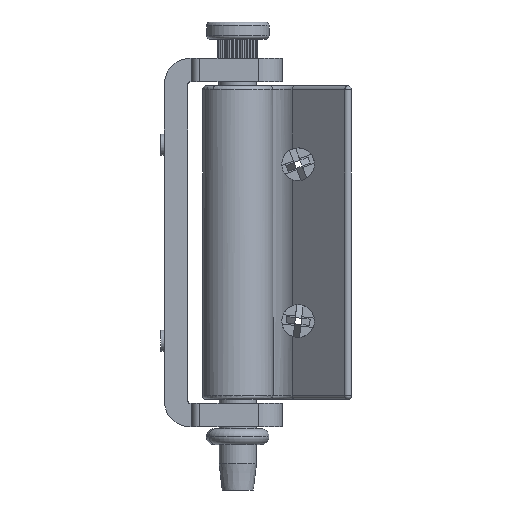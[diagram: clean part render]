
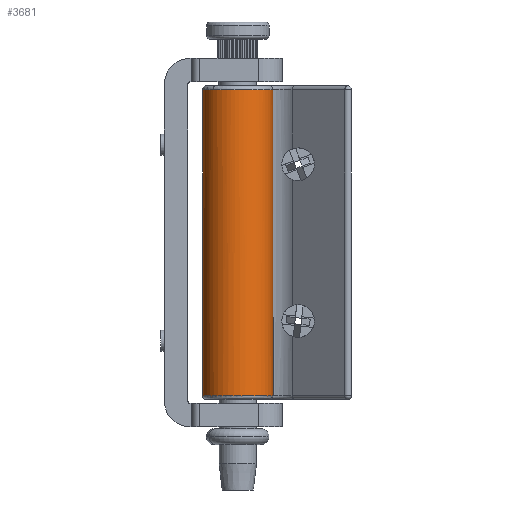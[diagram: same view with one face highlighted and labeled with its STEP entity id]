
A CAD part, front view. The second image highlights one B-rep face of the part: STEP entity #3681.
In plain terms, the highlighted cylindrical face has radius 4.5 mm (diameter 9 mm), a partial arc.
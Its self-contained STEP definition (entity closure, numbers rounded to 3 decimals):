
#109 = CARTESIAN_POINT ( 'NONE',  ( 17.159, 17.212, 19.502 ) ) ;
#566 = CARTESIAN_POINT ( 'NONE',  ( 17.159, 17.212, -19.502 ) ) ;
#640 = CARTESIAN_POINT ( 'NONE',  ( 17.159, 17.212, -19.502 ) ) ;
#644 = CARTESIAN_POINT ( 'NONE',  ( 10.887, 10.676, -19.502 ) ) ;
#718 = CARTESIAN_POINT ( 'NONE',  ( 17.159, 17.212, -19.502 ) ) ;
#1099 = VERTEX_POINT ( 'NONE', #109 ) ;
#1225 = CARTESIAN_POINT ( 'NONE',  ( 17.609, 11.267, 19.502 ) ) ;
#1475 = B_SPLINE_CURVE_WITH_KNOTS ( 'NONE', 3,
 ( #2731, #12415, #12490, #2801 ),
 .UNSPECIFIED., .F., .F.,
 ( 4, 4 ),
 ( 0., 1. ),
 .UNSPECIFIED. ) ;
#2257 = CARTESIAN_POINT ( 'NONE',  ( 12.83, 9.604, -19.502 ) ) ;
#2731 = CARTESIAN_POINT ( 'NONE',  ( 9.496, 14.012, 19.502 ) ) ;
#2772 = CARTESIAN_POINT ( 'NONE',  ( 11.251, 10.398, 19.502 ) ) ;
#2801 = CARTESIAN_POINT ( 'NONE',  ( 9.496, 14.012, -19.502 ) ) ;
#2847 = CARTESIAN_POINT ( 'NONE',  ( 18.385, 12.859, 19.502 ) ) ;
#3567 = CARTESIAN_POINT ( 'NONE',  ( 10.072, 11.731, 19.502 ) ) ;
#3681 = ADVANCED_FACE ( 'NONE', ( #17094 ), #8468, .T. ) ;
#3899 = CARTESIAN_POINT ( 'NONE',  ( 15.049, 9.576, -19.502 ) ) ;
#4335 = B_SPLINE_CURVE_WITH_KNOTS ( 'NONE', 3,
 ( #14101, #2772, #6038, #17355, #7663, #18975, #9294, #20604, #10904, #1225, #12534, #2847, #14164, #4492, #15798, #6111, #17418, #7732 ),
 .UNSPECIFIED., .F., .F.,
 ( 4, 2, 2, 2, 2, 2, 2, 2, 4 ),
 ( 0.201, 0.301, 0.401, 0.501, 0.601, 0.7, 0.8, 0.9, 1. ),
 .UNSPECIFIED. ) ;
#4492 = CARTESIAN_POINT ( 'NONE',  ( 18.492, 14.627, 19.502 ) ) ;
#5231 = CARTESIAN_POINT ( 'NONE',  ( 10.832, 10.812, 19.502 ) ) ;
#5359 = ORIENTED_EDGE ( 'NONE', *, *, #10647, .F. ) ;
#5466 = CARTESIAN_POINT ( 'NONE',  ( 9.496, 13.275, -19.502 ) ) ;
#5535 = CARTESIAN_POINT ( 'NONE',  ( 17.018, 10.598, -19.502 ) ) ;
#6038 = CARTESIAN_POINT ( 'NONE',  ( 11.752, 10.068, 19.502 ) ) ;
#6111 = CARTESIAN_POINT ( 'NONE',  ( 17.914, 16.301, 19.502 ) ) ;
#6962 = CARTESIAN_POINT ( 'NONE',  ( 9.496, 14.012, -19.502 ) ) ;
#7067 = CARTESIAN_POINT ( 'NONE',  ( 10.832, 10.812, 19.502 ) ) ;
#7146 = CARTESIAN_POINT ( 'NONE',  ( 18.272, 12.429, -19.502 ) ) ;
#7663 = CARTESIAN_POINT ( 'NONE',  ( 13.432, 9.509, 19.502 ) ) ;
#7732 = CARTESIAN_POINT ( 'NONE',  ( 17.159, 17.212, 19.502 ) ) ;
#8468 = CYLINDRICAL_SURFACE ( 'NONE', #20167, 4.5 ) ;
#8551 = ORIENTED_EDGE ( 'NONE', *, *, #10260, .T. ) ;
#8705 = CARTESIAN_POINT ( 'NONE',  ( 17.159, 17.212, 19.502 ) ) ;
#8761 = CARTESIAN_POINT ( 'NONE',  ( 9.496, 14.012, 19.502 ) ) ;
#8777 = CARTESIAN_POINT ( 'NONE',  ( 18.512, 14.635, -19.502 ) ) ;
#8960 = VERTEX_POINT ( 'NONE', #7067 ) ;
#9104 = ORIENTED_EDGE ( 'NONE', *, *, #9273, .F. ) ;
#9273 = EDGE_CURVE ( 'NONE', #15322, #8960, #18085, .T. ) ;
#9294 = CARTESIAN_POINT ( 'NONE',  ( 15.198, 9.636, 19.502 ) ) ;
#10260 = EDGE_CURVE ( 'NONE', #15322, #14849, #1475, .T. ) ;
#10315 = CARTESIAN_POINT ( 'NONE',  ( 17.159, 17.212, -6.501 ) ) ;
#10318 = CARTESIAN_POINT ( 'NONE',  ( 10.376, 11.238, -19.502 ) ) ;
#10392 = CARTESIAN_POINT ( 'NONE',  ( 17.683, 16.694, -19.502 ) ) ;
#10647 = EDGE_CURVE ( 'NONE', #8960, #1099, #4335, .T. ) ;
#10685 = DIRECTION ( 'NONE',  ( -1., 0., 0. ) ) ;
#10758 = CARTESIAN_POINT ( 'NONE',  ( 13.995, 14.012, -19.999 ) ) ;
#10904 = CARTESIAN_POINT ( 'NONE',  ( 16.781, 10.43, 19.502 ) ) ;
#11946 = CARTESIAN_POINT ( 'NONE',  ( 12.114, 9.858, -19.502 ) ) ;
#12415 = CARTESIAN_POINT ( 'NONE',  ( 9.496, 14.012, 6.501 ) ) ;
#12490 = CARTESIAN_POINT ( 'NONE',  ( 9.496, 14.012, -6.501 ) ) ;
#12534 = CARTESIAN_POINT ( 'NONE',  ( 17.94, 11.769, 19.502 ) ) ;
#13208 = EDGE_LOOP ( 'NONE', ( #9104, #8551, #18697, #16919, #5359 ) ) ;
#13259 = CARTESIAN_POINT ( 'NONE',  ( 9.614, 12.826, 19.502 ) ) ;
#13573 = CARTESIAN_POINT ( 'NONE',  ( 14.298, 9.462, -19.502 ) ) ;
#14101 = CARTESIAN_POINT ( 'NONE',  ( 10.832, 10.812, 19.502 ) ) ;
#14164 = CARTESIAN_POINT ( 'NONE',  ( 18.499, 13.449, 19.502 ) ) ;
#14849 = VERTEX_POINT ( 'NONE', #6962 ) ;
#14890 = CARTESIAN_POINT ( 'NONE',  ( 10.41, 11.229, 19.502 ) ) ;
#15070 = CARTESIAN_POINT ( 'NONE',  ( 9.496, 14.012, -19.502 ) ) ;
#15210 = CARTESIAN_POINT ( 'NONE',  ( 16.41, 10.144, -19.502 ) ) ;
#15322 = VERTEX_POINT ( 'NONE', #8761 ) ;
#15798 = CARTESIAN_POINT ( 'NONE',  ( 18.371, 15.215, 19.502 ) ) ;
#16760 = CARTESIAN_POINT ( 'NONE',  ( 17.159, 17.212, 6.501 ) ) ;
#16823 = EDGE_CURVE ( 'NONE', #1099, #18344, #17702, .T. ) ;
#16836 = CARTESIAN_POINT ( 'NONE',  ( 17.95, 11.742, -19.502 ) ) ;
#16919 = ORIENTED_EDGE ( 'NONE', *, *, #16823, .F. ) ;
#17094 = FACE_OUTER_BOUND ( 'NONE', #13208, .T. ) ;
#17355 = CARTESIAN_POINT ( 'NONE',  ( 12.843, 9.623, 19.502 ) ) ;
#17418 = CARTESIAN_POINT ( 'NONE',  ( 17.578, 16.798, 19.502 ) ) ;
#17702 = B_SPLINE_CURVE_WITH_KNOTS ( 'NONE', 3,
 ( #8705, #16760, #10315, #640 ),
 .UNSPECIFIED., .F., .F.,
 ( 4, 4 ),
 ( 0., 1. ),
 .UNSPECIFIED. ) ;
#18085 = B_SPLINE_CURVE_WITH_KNOTS ( 'NONE', 3,
 ( #18089, #19704, #13259, #3567, #14890, #5231 ),
 .UNSPECIFIED., .F., .F.,
 ( 4, 2, 4 ),
 ( 0., 0.101, 0.201 ),
 .UNSPECIFIED. ) ;
#18089 = CARTESIAN_POINT ( 'NONE',  ( 9.496, 14.012, 19.502 ) ) ;
#18344 = VERTEX_POINT ( 'NONE', #566 ) ;
#18353 = EDGE_CURVE ( 'NONE', #14849, #18344, #19019, .T. ) ;
#18474 = CARTESIAN_POINT ( 'NONE',  ( 18.553, 13.877, -19.502 ) ) ;
#18697 = ORIENTED_EDGE ( 'NONE', *, *, #18353, .T. ) ;
#18975 = CARTESIAN_POINT ( 'NONE',  ( 14.61, 9.516, 19.502 ) ) ;
#19019 = B_SPLINE_CURVE_WITH_KNOTS ( 'NONE', 3,
 ( #15070, #5466, #20025, #10318, #644, #11946, #2257, #13573, #3899, #15210, #5535, #16836, #7146, #18474, #8777, #20092, #10392, #718 ),
 .UNSPECIFIED., .F., .F.,
 ( 4, 2, 2, 2, 2, 2, 2, 2, 4 ),
 ( 0., 0.125, 0.25, 0.375, 0.5, 0.625, 0.75, 0.875, 1. ),
 .UNSPECIFIED. ) ;
#19704 = CARTESIAN_POINT ( 'NONE',  ( 9.496, 13.419, 19.502 ) ) ;
#20025 = CARTESIAN_POINT ( 'NONE',  ( 9.68, 12.538, -19.502 ) ) ;
#20092 = CARTESIAN_POINT ( 'NONE',  ( 18.077, 16.045, -19.502 ) ) ;
#20167 = AXIS2_PLACEMENT_3D ( 'NONE', #10758, #20450, #10685 ) ;
#20450 = DIRECTION ( 'NONE',  ( 0., 0., 1. ) ) ;
#20604 = CARTESIAN_POINT ( 'NONE',  ( 16.284, 10.093, 19.502 ) ) ;
